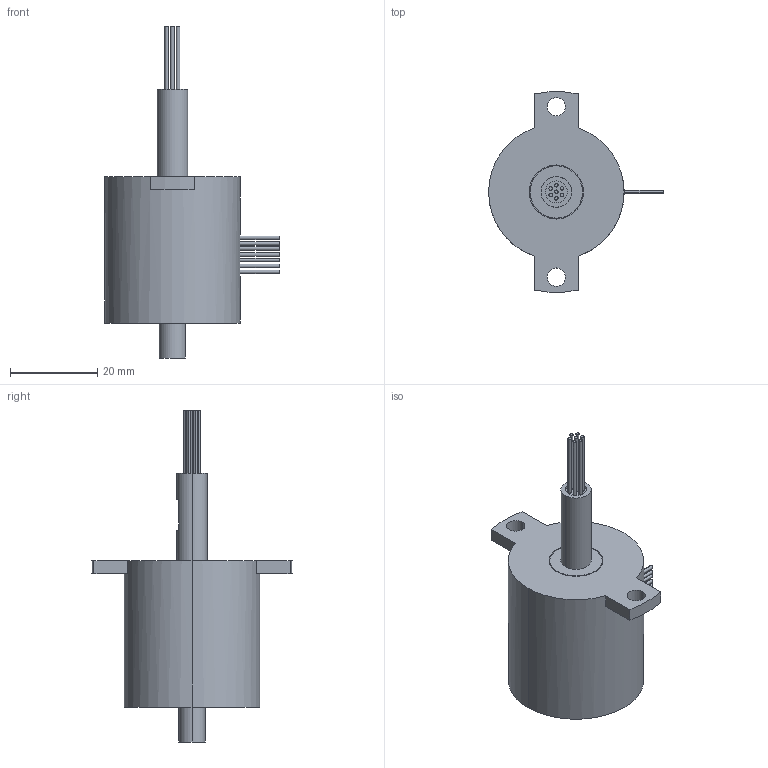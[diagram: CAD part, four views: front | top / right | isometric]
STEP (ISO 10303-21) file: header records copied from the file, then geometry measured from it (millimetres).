
FILE_DESCRIPTION (( 'STEP AP214' ), '1' );
FILE_NAME ('RX01102007.STEP', '2020-11-09T08:04:52', ( 'admin321' ), ( '' ), 'SwSTEP 2.0', 'SolidWorks 2014', '' );
FILE_SCHEMA (( 'AUTOMOTIVE_DESIGN' ));
Length unit declared in the file: millimetre
Products named in the file (1): RX01102007
Bounding box: 40 x 45.88 x 76 mm (x, y, z)
Volume: 26600.2 mm3; surface area: 8348.7 mm2
Topology: 1 solids, 1 shells, 97 faces, 211 edges, 138 vertices
Faces by surface type: cylinder 57, plane 36, cone 4
Entity records: 2760 total; most frequent: DIRECTION 520, CARTESIAN_POINT 481, ORIENTED_EDGE 418, AXIS2_PLACEMENT_3D 217, EDGE_CURVE 209, VERTEX_POINT 138, EDGE_LOOP 125, CIRCLE 119
